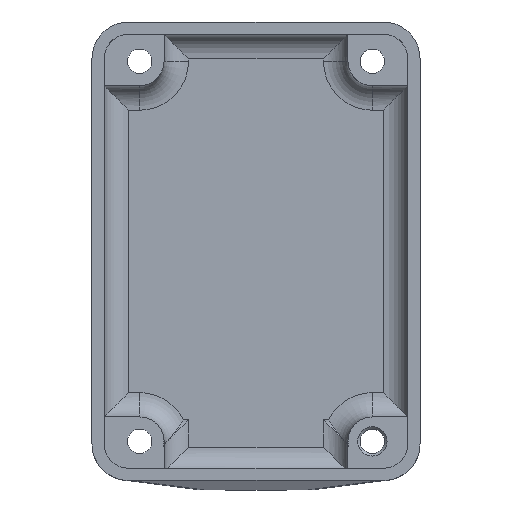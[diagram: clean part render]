
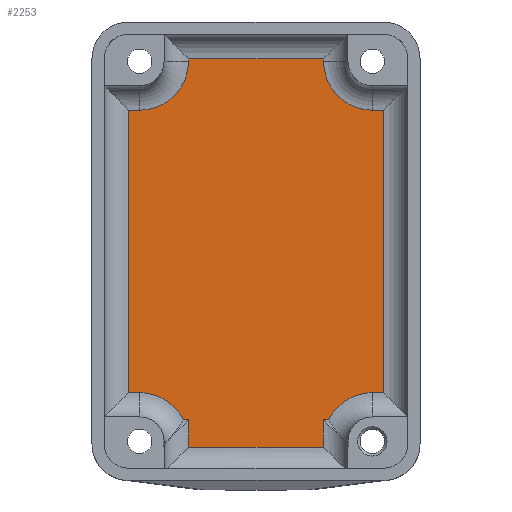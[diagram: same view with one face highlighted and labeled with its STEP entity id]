
A CAD part, top view. The second image highlights one B-rep face of the part: STEP entity #2253.
In plain terms, the highlighted planar face has unit normal (0, 0, 1).
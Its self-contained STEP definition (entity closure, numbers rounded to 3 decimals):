
#142=CIRCLE('',#2408,8.);
#144=CIRCLE('',#2412,8.);
#147=CIRCLE('',#2417,8.);
#149=CIRCLE('',#2421,8.);
#247=FACE_OUTER_BOUND('',#376,.T.);
#376=EDGE_LOOP('',(#1677,#1678,#1679,#1680,#1681,#1682,#1683,#1684,#1685,
#1686,#1687,#1688,#1689,#1690,#1691,#1692,#1693,#1694));
#539=LINE('',#3362,#766);
#542=LINE('',#3373,#769);
#544=LINE('',#3381,#771);
#545=LINE('',#3385,#772);
#548=LINE('',#3396,#775);
#549=LINE('',#3400,#776);
#552=LINE('',#3422,#779);
#554=LINE('',#3430,#781);
#555=LINE('',#3434,#782);
#557=LINE('',#3445,#784);
#559=LINE('',#3454,#786);
#561=LINE('',#3463,#788);
#563=LINE('',#3486,#790);
#565=LINE('',#3491,#792);
#766=VECTOR('',#2707,4.);
#769=VECTOR('',#2718,10.);
#771=VECTOR('',#2724,10.);
#772=VECTOR('',#2729,10.);
#775=VECTOR('',#2738,10.);
#776=VECTOR('',#2743,10.);
#779=VECTOR('',#2750,10.);
#781=VECTOR('',#2756,10.);
#782=VECTOR('',#2761,10.);
#784=VECTOR('',#2775,10.);
#786=VECTOR('',#2787,10.);
#788=VECTOR('',#2799,10.);
#790=VECTOR('',#2809,10.);
#792=VECTOR('',#2815,10.);
#968=VERTEX_POINT('',#3358);
#970=VERTEX_POINT('',#3361);
#974=VERTEX_POINT('',#3371);
#977=VERTEX_POINT('',#3378);
#978=VERTEX_POINT('',#3380);
#979=VERTEX_POINT('',#3384);
#983=VERTEX_POINT('',#3393);
#984=VERTEX_POINT('',#3395);
#985=VERTEX_POINT('',#3399);
#988=VERTEX_POINT('',#3407);
#991=VERTEX_POINT('',#3427);
#992=VERTEX_POINT('',#3429);
#993=VERTEX_POINT('',#3433);
#996=VERTEX_POINT('',#3441);
#998=VERTEX_POINT('',#3449);
#1000=VERTEX_POINT('',#3458);
#1001=VERTEX_POINT('',#3466);
#1003=VERTEX_POINT('',#3485);
#1203=EDGE_CURVE('',#968,#970,#539,.T.);
#1209=EDGE_CURVE('',#974,#968,#542,.T.);
#1212=EDGE_CURVE('',#977,#978,#544,.T.);
#1214=EDGE_CURVE('',#978,#979,#545,.T.);
#1219=EDGE_CURVE('',#983,#984,#548,.T.);
#1221=EDGE_CURVE('',#984,#985,#549,.T.);
#1226=EDGE_CURVE('',#988,#974,#552,.T.);
#1229=EDGE_CURVE('',#991,#992,#554,.T.);
#1231=EDGE_CURVE('',#992,#993,#555,.T.);
#1236=EDGE_CURVE('',#996,#988,#142,.T.);
#1237=EDGE_CURVE('',#993,#996,#557,.T.);
#1240=EDGE_CURVE('',#998,#991,#144,.T.);
#1242=EDGE_CURVE('',#985,#998,#559,.T.);
#1245=EDGE_CURVE('',#1000,#983,#147,.T.);
#1247=EDGE_CURVE('',#979,#1000,#561,.T.);
#1249=EDGE_CURVE('',#1001,#977,#149,.T.);
#1252=EDGE_CURVE('',#1003,#1001,#563,.T.);
#1255=EDGE_CURVE('',#970,#1003,#565,.T.);
#1677=ORIENTED_EDGE('',*,*,#1203,.F.);
#1678=ORIENTED_EDGE('',*,*,#1209,.F.);
#1679=ORIENTED_EDGE('',*,*,#1226,.F.);
#1680=ORIENTED_EDGE('',*,*,#1236,.F.);
#1681=ORIENTED_EDGE('',*,*,#1237,.F.);
#1682=ORIENTED_EDGE('',*,*,#1231,.F.);
#1683=ORIENTED_EDGE('',*,*,#1229,.F.);
#1684=ORIENTED_EDGE('',*,*,#1240,.F.);
#1685=ORIENTED_EDGE('',*,*,#1242,.F.);
#1686=ORIENTED_EDGE('',*,*,#1221,.F.);
#1687=ORIENTED_EDGE('',*,*,#1219,.F.);
#1688=ORIENTED_EDGE('',*,*,#1245,.F.);
#1689=ORIENTED_EDGE('',*,*,#1247,.F.);
#1690=ORIENTED_EDGE('',*,*,#1214,.F.);
#1691=ORIENTED_EDGE('',*,*,#1212,.F.);
#1692=ORIENTED_EDGE('',*,*,#1249,.F.);
#1693=ORIENTED_EDGE('',*,*,#1252,.F.);
#1694=ORIENTED_EDGE('',*,*,#1255,.F.);
#2162=PLANE('',#2427);
#2253=ADVANCED_FACE('',(#247),#2162,.T.);
#2408=AXIS2_PLACEMENT_3D('',#3443,#2771,#2772);
#2412=AXIS2_PLACEMENT_3D('',#3451,#2781,#2782);
#2417=AXIS2_PLACEMENT_3D('',#3460,#2793,#2794);
#2421=AXIS2_PLACEMENT_3D('',#3467,#2803,#2804);
#2427=AXIS2_PLACEMENT_3D('',#3495,#2819,#2820);
#2707=DIRECTION('',(-1.,0.,0.));
#2718=DIRECTION('',(0.,-1.,0.));
#2724=DIRECTION('',(-1.,0.,0.));
#2729=DIRECTION('',(0.,1.,0.));
#2738=DIRECTION('',(0.,1.,0.));
#2743=DIRECTION('',(1.,0.,0.));
#2750=DIRECTION('',(-1.,0.,0.));
#2756=DIRECTION('',(1.,0.,0.));
#2761=DIRECTION('',(0.,-1.,0.));
#2771=DIRECTION('center_axis',(0.,0.,1.));
#2772=DIRECTION('ref_axis',(-0.745,0.667,0.));
#2775=DIRECTION('',(-1.,0.,0.));
#2781=DIRECTION('center_axis',(0.,0.,1.));
#2782=DIRECTION('ref_axis',(-0.707,-0.707,0.));
#2787=DIRECTION('',(0.,-1.,0.));
#2793=DIRECTION('center_axis',(0.,0.,1.));
#2794=DIRECTION('ref_axis',(0.707,-0.707,0.));
#2799=DIRECTION('',(1.,0.,0.));
#2803=DIRECTION('center_axis',(0.,0.,1.));
#2804=DIRECTION('ref_axis',(0.745,0.667,0.));
#2809=DIRECTION('',(-1.,0.,0.));
#2815=DIRECTION('',(0.,1.,0.));
#2819=DIRECTION('center_axis',(0.,0.,1.));
#2820=DIRECTION('ref_axis',(1.,0.,0.));
#3358=CARTESIAN_POINT('',(-15.81,5.464,-18.));
#3361=CARTESIAN_POINT('',(-37.91,5.464,-18.));
#3362=CARTESIAN_POINT('',(-8.,5.464,-18.));
#3371=CARTESIAN_POINT('',(-15.81,9.966,-18.));
#3373=CARTESIAN_POINT('',(-15.81,21.746,-18.));
#3378=CARTESIAN_POINT('',(-45.91,14.41,-18.));
#3380=CARTESIAN_POINT('',(-47.72,14.41,-18.));
#3381=CARTESIAN_POINT('',(-36.385,14.41,-18.));
#3384=CARTESIAN_POINT('',(-47.72,60.64,-18.));
#3385=CARTESIAN_POINT('',(-47.72,21.763,-18.));
#3393=CARTESIAN_POINT('',(-37.91,68.64,-18.));
#3395=CARTESIAN_POINT('',(-37.91,69.05,-18.));
#3396=CARTESIAN_POINT('',(-37.91,53.083,-18.));
#3399=CARTESIAN_POINT('',(-15.81,69.05,-18.));
#3400=CARTESIAN_POINT('',(-37.29,69.05,-18.));
#3407=CARTESIAN_POINT('',(-14.976,9.966,-18.));
#3422=CARTESIAN_POINT('',(-19.323,9.966,-18.));
#3427=CARTESIAN_POINT('',(-7.81,60.64,-18.));
#3429=CARTESIAN_POINT('',(-6.,60.64,-18.));
#3430=CARTESIAN_POINT('',(-17.335,60.64,-18.));
#3433=CARTESIAN_POINT('',(-6.,14.41,-18.));
#3434=CARTESIAN_POINT('',(-6.,53.288,-18.));
#3441=CARTESIAN_POINT('',(-7.81,14.41,-18.));
#3443=CARTESIAN_POINT('Origin',(-7.81,6.41,-18.));
#3445=CARTESIAN_POINT('',(-14.43,14.41,-18.));
#3449=CARTESIAN_POINT('',(-15.81,68.64,-18.));
#3451=CARTESIAN_POINT('Origin',(-7.81,68.64,-18.));
#3454=CARTESIAN_POINT('',(-15.81,55.288,-18.));
#3458=CARTESIAN_POINT('',(-45.91,60.64,-18.));
#3460=CARTESIAN_POINT('Origin',(-45.91,68.64,-18.));
#3463=CARTESIAN_POINT('',(-39.29,60.64,-18.));
#3466=CARTESIAN_POINT('',(-38.744,9.966,-18.));
#3467=CARTESIAN_POINT('Origin',(-45.91,6.41,-18.));
#3485=CARTESIAN_POINT('',(-37.91,9.966,-18.));
#3486=CARTESIAN_POINT('',(-34.385,9.966,-18.));
#3491=CARTESIAN_POINT('',(-37.91,19.763,-18.));
#3495=CARTESIAN_POINT('Origin',(-26.86,37.525,-18.));
